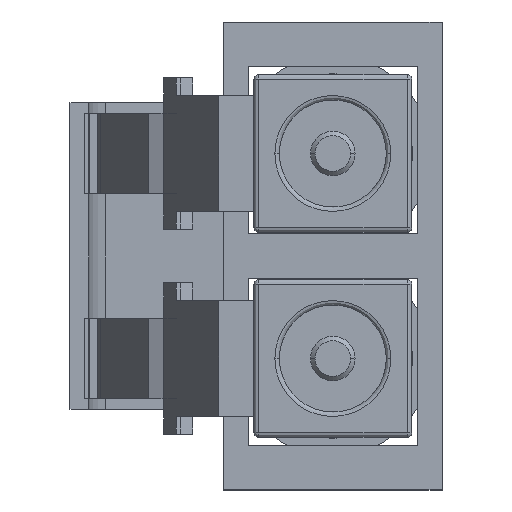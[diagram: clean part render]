
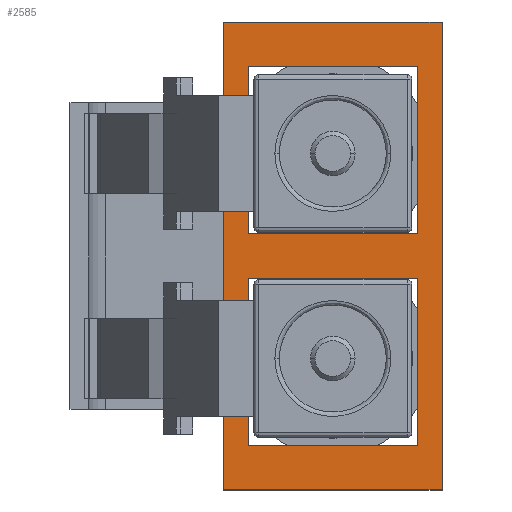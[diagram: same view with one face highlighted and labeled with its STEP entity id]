
A CAD part, left-side view. The second image highlights one B-rep face of the part: STEP entity #2585.
In plain terms, the highlighted face is planar.
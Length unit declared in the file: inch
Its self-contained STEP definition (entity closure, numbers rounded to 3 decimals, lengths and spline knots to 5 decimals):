
#19 = DIRECTION ( 'NONE',  ( 1., 0., 0. ) ) ;
#40 = LINE ( 'NONE', #9454, #2006 ) ;
#182 = FACE_BOUND ( 'NONE', #1826, .T. ) ;
#215 = CARTESIAN_POINT ( 'NONE',  ( 0.2625, 0., -0.1225 ) ) ;
#220 = EDGE_CURVE ( 'NONE', #2485, #397, #8894, .T. ) ;
#397 = VERTEX_POINT ( 'NONE', #10374 ) ;
#570 = VECTOR ( 'NONE', #4628, 39.37008 ) ;
#735 = VECTOR ( 'NONE', #19, 39.37008 ) ;
#976 = DIRECTION ( 'NONE',  ( 0., 0., -1. ) ) ;
#1237 = FACE_OUTER_BOUND ( 'NONE', #2912, .T. ) ;
#1358 = DIRECTION ( 'NONE',  ( -1., 0., 0. ) ) ;
#1478 = DIRECTION ( 'NONE',  ( 0., 0., -1. ) ) ;
#1569 = ORIENTED_EDGE ( 'NONE', *, *, #4001, .T. ) ;
#1612 = ORIENTED_EDGE ( 'NONE', *, *, #10133, .F. ) ;
#1752 = CARTESIAN_POINT ( 'NONE',  ( 0.025, 0., -0.095 ) ) ;
#1754 = DIRECTION ( 'NONE',  ( -1., 0., 0. ) ) ;
#1826 = EDGE_LOOP ( 'NONE', ( #3960, #1569, #11281, #9632 ) ) ;
#1837 = CARTESIAN_POINT ( 'NONE',  ( 0.2125, 0., -0.095 ) ) ;
#2006 = VECTOR ( 'NONE', #976, 39.37008 ) ;
#2020 = ORIENTED_EDGE ( 'NONE', *, *, #6735, .F. ) ;
#2031 = DIRECTION ( 'NONE',  ( -1., 0., 0. ) ) ;
#2077 = LINE ( 'NONE', #9732, #9673 ) ;
#2188 = VERTEX_POINT ( 'NONE', #11206 ) ;
#2230 = DIRECTION ( 'NONE',  ( 1., 0., 0. ) ) ;
#2278 = EDGE_CURVE ( 'NONE', #8488, #7643, #4156, .T. ) ;
#2433 = VECTOR ( 'NONE', #2547, 39.37008 ) ;
#2485 = VERTEX_POINT ( 'NONE', #8416 ) ;
#2547 = DIRECTION ( 'NONE',  ( 1., 0., 0. ) ) ;
#2585 = ADVANCED_FACE ( 'NONE', ( #182, #9759, #1237 ), #3088, .F. ) ;
#2746 = EDGE_CURVE ( 'NONE', #3949, #2485, #8524, .T. ) ;
#2799 = EDGE_CURVE ( 'NONE', #4699, #11763, #3944, .T. ) ;
#2912 = EDGE_LOOP ( 'NONE', ( #6522, #10459, #1612, #2020 ) ) ;
#3088 = PLANE ( 'NONE',  #4988 ) ;
#3140 = DIRECTION ( 'NONE',  ( 0., 0., 1. ) ) ;
#3630 = VECTOR ( 'NONE', #3140, 39.37008 ) ;
#3818 = LINE ( 'NONE', #9324, #570 ) ;
#3944 = LINE ( 'NONE', #6946, #4806 ) ;
#3949 = VERTEX_POINT ( 'NONE', #8714 ) ;
#3959 = DIRECTION ( 'NONE',  ( 0., 1., 0. ) ) ;
#3960 = ORIENTED_EDGE ( 'NONE', *, *, #11275, .T. ) ;
#3971 = CARTESIAN_POINT ( 'NONE',  ( -0.2625, 0., -0.1225 ) ) ;
#4001 = EDGE_CURVE ( 'NONE', #11283, #2188, #6829, .T. ) ;
#4080 = EDGE_CURVE ( 'NONE', #397, #9886, #7214, .T. ) ;
#4156 = LINE ( 'NONE', #3971, #5396 ) ;
#4305 = EDGE_CURVE ( 'NONE', #2188, #4699, #40, .T. ) ;
#4628 = DIRECTION ( 'NONE',  ( 0., 0., -1. ) ) ;
#4699 = VERTEX_POINT ( 'NONE', #1837 ) ;
#4724 = LINE ( 'NONE', #12192, #11398 ) ;
#4731 = CARTESIAN_POINT ( 'NONE',  ( -0.2625, 0., 0.1225 ) ) ;
#4806 = VECTOR ( 'NONE', #2031, 39.37008 ) ;
#4988 = AXIS2_PLACEMENT_3D ( 'NONE', #10700, #3959, #7723 ) ;
#5098 = EDGE_CURVE ( 'NONE', #9886, #3949, #8716, .T. ) ;
#5182 = CARTESIAN_POINT ( 'NONE',  ( -0.025, 0., 0.095 ) ) ;
#5348 = CARTESIAN_POINT ( 'NONE',  ( -0.025, 0., -0.095 ) ) ;
#5396 = VECTOR ( 'NONE', #6793, 39.37008 ) ;
#5704 = CARTESIAN_POINT ( 'NONE',  ( -0.2625, 0., 0.1225 ) ) ;
#5831 = VECTOR ( 'NONE', #1358, 39.37008 ) ;
#5935 = LINE ( 'NONE', #4731, #735 ) ;
#6522 = ORIENTED_EDGE ( 'NONE', *, *, #2278, .F. ) ;
#6735 = EDGE_CURVE ( 'NONE', #7643, #8471, #5935, .T. ) ;
#6752 = DIRECTION ( 'NONE',  ( 0., 0., 1. ) ) ;
#6793 = DIRECTION ( 'NONE',  ( 0., 0., 1. ) ) ;
#6829 = LINE ( 'NONE', #10629, #9761 ) ;
#6946 = CARTESIAN_POINT ( 'NONE',  ( 0.025, 0., -0.095 ) ) ;
#7214 = LINE ( 'NONE', #9939, #7588 ) ;
#7588 = VECTOR ( 'NONE', #1478, 39.37008 ) ;
#7643 = VERTEX_POINT ( 'NONE', #5704 ) ;
#7723 = DIRECTION ( 'NONE',  ( 0., 0., 1. ) ) ;
#7770 = ORIENTED_EDGE ( 'NONE', *, *, #2746, .T. ) ;
#7936 = CARTESIAN_POINT ( 'NONE',  ( 0.025, 0., 0.095 ) ) ;
#7939 = EDGE_CURVE ( 'NONE', #9183, #8488, #4724, .T. ) ;
#8369 = ORIENTED_EDGE ( 'NONE', *, *, #220, .T. ) ;
#8416 = CARTESIAN_POINT ( 'NONE',  ( -0.2125, 0., 0.095 ) ) ;
#8471 = VERTEX_POINT ( 'NONE', #9165 ) ;
#8488 = VERTEX_POINT ( 'NONE', #9469 ) ;
#8524 = LINE ( 'NONE', #8583, #3630 ) ;
#8583 = CARTESIAN_POINT ( 'NONE',  ( -0.2125, 0., 0.095 ) ) ;
#8714 = CARTESIAN_POINT ( 'NONE',  ( -0.2125, 0., -0.095 ) ) ;
#8716 = LINE ( 'NONE', #10824, #5831 ) ;
#8894 = LINE ( 'NONE', #5182, #2433 ) ;
#9165 = CARTESIAN_POINT ( 'NONE',  ( 0.2625, 0., 0.1225 ) ) ;
#9183 = VERTEX_POINT ( 'NONE', #215 ) ;
#9324 = CARTESIAN_POINT ( 'NONE',  ( 0.2625, 0., -0.1225 ) ) ;
#9454 = CARTESIAN_POINT ( 'NONE',  ( 0.2125, 0., 0.095 ) ) ;
#9469 = CARTESIAN_POINT ( 'NONE',  ( -0.2625, 0., -0.1225 ) ) ;
#9592 = EDGE_LOOP ( 'NONE', ( #8369, #11231, #9875, #7770 ) ) ;
#9632 = ORIENTED_EDGE ( 'NONE', *, *, #2799, .T. ) ;
#9673 = VECTOR ( 'NONE', #6752, 39.37008 ) ;
#9732 = CARTESIAN_POINT ( 'NONE',  ( 0.025, 0., 0.095 ) ) ;
#9759 = FACE_BOUND ( 'NONE', #9592, .T. ) ;
#9761 = VECTOR ( 'NONE', #2230, 39.37008 ) ;
#9875 = ORIENTED_EDGE ( 'NONE', *, *, #5098, .T. ) ;
#9886 = VERTEX_POINT ( 'NONE', #5348 ) ;
#9939 = CARTESIAN_POINT ( 'NONE',  ( -0.025, 0., 0.095 ) ) ;
#10133 = EDGE_CURVE ( 'NONE', #8471, #9183, #3818, .T. ) ;
#10374 = CARTESIAN_POINT ( 'NONE',  ( -0.025, 0., 0.095 ) ) ;
#10459 = ORIENTED_EDGE ( 'NONE', *, *, #7939, .F. ) ;
#10629 = CARTESIAN_POINT ( 'NONE',  ( 0.025, 0., 0.095 ) ) ;
#10700 = CARTESIAN_POINT ( 'NONE',  ( -0.2625, 0., -0.1225 ) ) ;
#10824 = CARTESIAN_POINT ( 'NONE',  ( -0.025, 0., -0.095 ) ) ;
#11206 = CARTESIAN_POINT ( 'NONE',  ( 0.2125, 0., 0.095 ) ) ;
#11231 = ORIENTED_EDGE ( 'NONE', *, *, #4080, .T. ) ;
#11275 = EDGE_CURVE ( 'NONE', #11763, #11283, #2077, .T. ) ;
#11281 = ORIENTED_EDGE ( 'NONE', *, *, #4305, .T. ) ;
#11283 = VERTEX_POINT ( 'NONE', #7936 ) ;
#11398 = VECTOR ( 'NONE', #1754, 39.37008 ) ;
#11763 = VERTEX_POINT ( 'NONE', #1752 ) ;
#12192 = CARTESIAN_POINT ( 'NONE',  ( -0.2625, 0., -0.1225 ) ) ;
